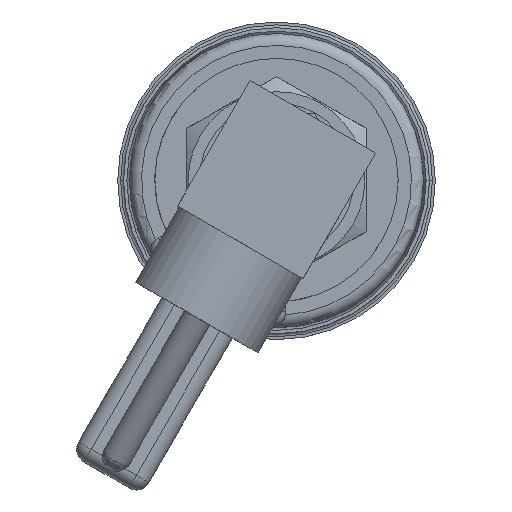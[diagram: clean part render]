
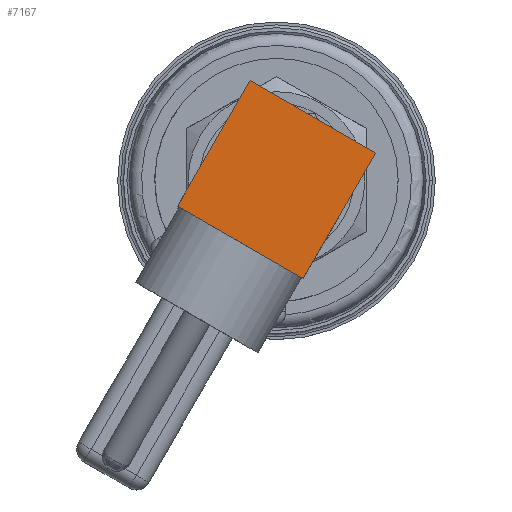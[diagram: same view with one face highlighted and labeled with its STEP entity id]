
A CAD part, top view. The second image highlights one B-rep face of the part: STEP entity #7167.
In plain terms, the highlighted planar face has unit normal (0, 0, 1).
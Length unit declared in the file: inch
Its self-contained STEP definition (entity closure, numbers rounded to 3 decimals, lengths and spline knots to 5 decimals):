
#2144=DIRECTION('',(0.866,-0.5,0.));
#2145=VECTOR('',#2144,0.75);
#2146=CARTESIAN_POINT('',(-0.13726,0.51226,3.854));
#2147=LINE('',#2146,#2145);
#2148=DIRECTION('',(-0.5,-0.866,0.));
#2149=VECTOR('',#2148,0.75);
#2150=CARTESIAN_POINT('',(0.51226,0.13726,3.854));
#2151=LINE('',#2150,#2149);
#2152=DIRECTION('',(-0.866,0.5,0.));
#2153=VECTOR('',#2152,0.75);
#2154=CARTESIAN_POINT('',(0.13726,-0.51226,3.854));
#2155=LINE('',#2154,#2153);
#2156=DIRECTION('',(0.5,0.866,0.));
#2157=VECTOR('',#2156,0.75);
#2158=CARTESIAN_POINT('',(-0.51226,-0.13726,3.854));
#2159=LINE('',#2158,#2157);
#3369=CARTESIAN_POINT('',(-0.13726,0.51226,3.854));
#3370=CARTESIAN_POINT('',(0.51226,0.13726,3.854));
#3371=VERTEX_POINT('',#3369);
#3372=VERTEX_POINT('',#3370);
#3373=CARTESIAN_POINT('',(0.13726,-0.51226,3.854));
#3374=VERTEX_POINT('',#3373);
#3375=CARTESIAN_POINT('',(-0.51226,-0.13726,3.854));
#3376=VERTEX_POINT('',#3375);
#7156=CARTESIAN_POINT('',(0.,0.,3.854));
#7157=DIRECTION('',(0.,0.,-1.));
#7158=DIRECTION('',(-0.5,-0.866,0.));
#7159=AXIS2_PLACEMENT_3D('',#7156,#7157,#7158);
#7160=PLANE('',#7159);
#7161=ORIENTED_EDGE('',*,*,#7053,.T.);
#7162=ORIENTED_EDGE('',*,*,#7094,.T.);
#7163=ORIENTED_EDGE('',*,*,#7135,.T.);
#7164=ORIENTED_EDGE('',*,*,#7007,.T.);
#7165=EDGE_LOOP('',(#7161,#7162,#7163,#7164));
#7166=FACE_OUTER_BOUND('',#7165,.F.);
#7007=EDGE_CURVE('',#3376,#3371,#2159,.T.);
#7053=EDGE_CURVE('',#3371,#3372,#2147,.T.);
#7094=EDGE_CURVE('',#3372,#3374,#2151,.T.);
#7135=EDGE_CURVE('',#3374,#3376,#2155,.T.);
#7167=ADVANCED_FACE('',(#7166),#7160,.F.);
